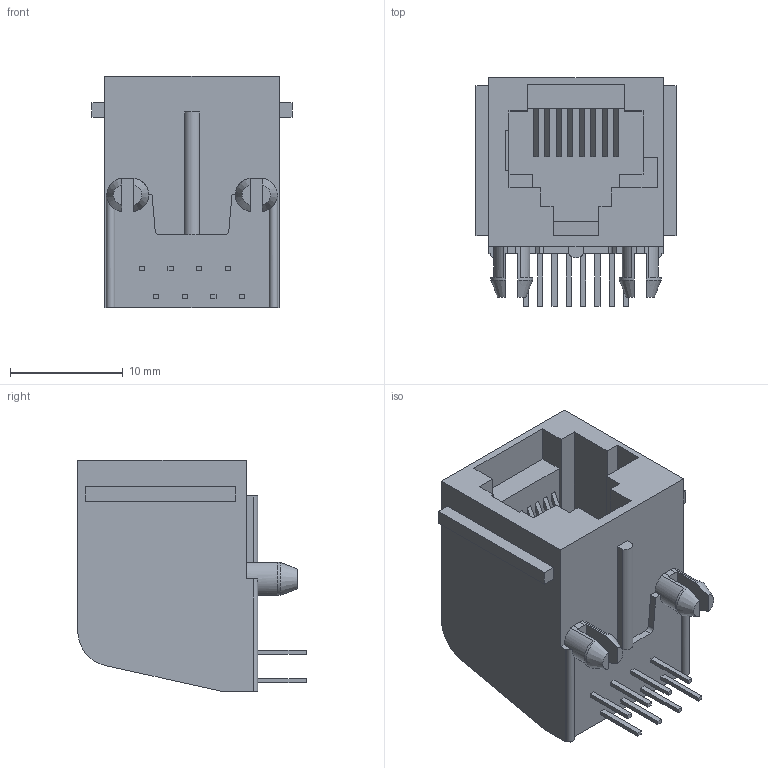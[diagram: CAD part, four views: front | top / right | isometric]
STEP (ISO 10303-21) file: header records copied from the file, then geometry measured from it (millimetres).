
FILE_DESCRIPTION((''),'2;1');
FILE_NAME('C-5520252-04-3','2007-09-01T',('workeradm'),('Tyco Electronics Corporation'),'PRO/ENGINEER BY PARAMETRIC TECHNOLOGY CORPORATION, 2005450','PRO/ENGINEER BY PARAMETRIC TECHNOLOGY CORPORATION, 2005450','');
FILE_SCHEMA(('CONFIG_CONTROL_DESIGN', 'GEOMETRIC_VALIDATION_PROPERTIES_MIM'));
Length unit declared in the file: millimetre
Products named in the file (1): C-5520252-04-3
Bounding box: 17.78 x 20.32 x 20.57 mm (x, y, z)
Volume: 3167.1 mm3; surface area: 2692.5 mm2
Topology: 1 solids, 1 shells, 176 faces, 483 edges, 320 vertices
Faces by surface type: plane 158, cylinder 14, cone 4
Entity records: 5709 total; most frequent: CARTESIAN_POINT 1037, ORIENTED_EDGE 966, DIRECTION 877, EDGE_CURVE 483, VECTOR 421, LINE 421, VERTEX_POINT 320, AXIS2_PLACEMENT_3D 228
